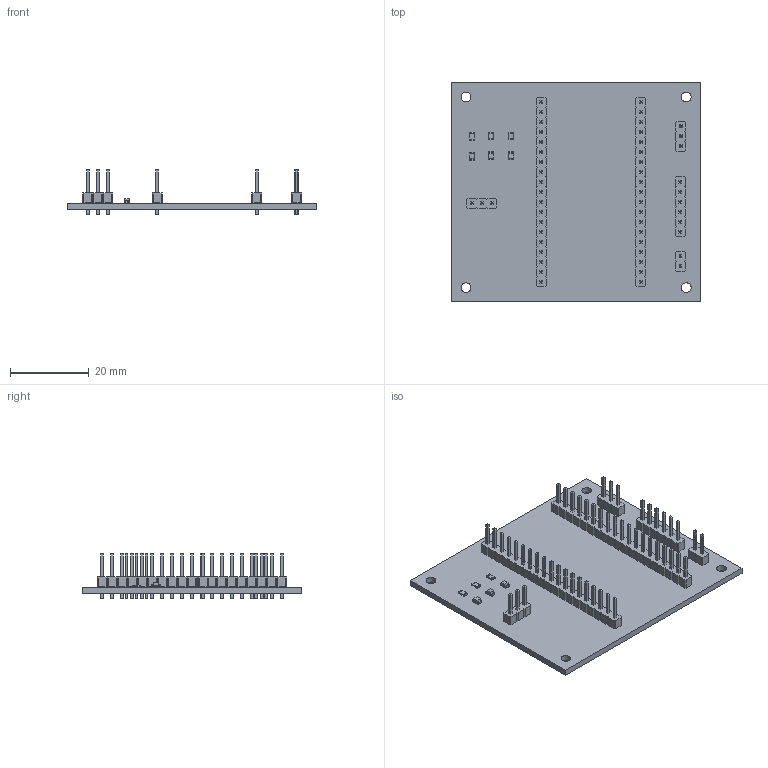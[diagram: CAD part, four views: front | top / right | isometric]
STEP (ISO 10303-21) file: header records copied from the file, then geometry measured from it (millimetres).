
FILE_DESCRIPTION(('KiCad electronic assembly'),'2;1');
FILE_NAME('Kabelsperma.step','2024-12-10T15:13:56',('Pcbnew'),('Kicad'), 'Open CASCADE STEP processor 7.8','KiCad to STEP converter','Unknown' );
FILE_SCHEMA(('AUTOMOTIVE_DESIGN { 1 0 10303 214 1 1 1 1 }'));
Length unit declared in the file: millimetre
Products named in the file (14): Kabelsperma 1; LED_0805_2012Metric; PinHeader_1x03_P2.54mm_Vertical; PinHeader_1x03_P254mm_Vertical; PinHeader_1x06_P2.54mm_Vertical; PinHeader_1x06_P254mm_Vertical; R_0805_2012Metric; PinHeader_1x19_P2.54mm_Vertical; PinHeader_1x19_P254mm_Vertical; PinHeader_1x02_P2.54mm_Vertical; PinHeader_1x02_P254mm_Vertical; Kabelsperma_PCB
Assembly tree (19 placements, depth 3):
  Kabelsperma 1
    LED_0805_2012Metric  x3
      LED_0805_2012Metric
    PinHeader_1x03_P2.54mm_Vertical  x2
      PinHeader_1x03_P254mm_Vertical
    PinHeader_1x06_P2.54mm_Vertical
      PinHeader_1x06_P254mm_Vertical
    R_0805_2012Metric  x3
      R_0805_2012Metric
    PinHeader_1x19_P2.54mm_Vertical  x2
      PinHeader_1x19_P254mm_Vertical
    PinHeader_1x02_P2.54mm_Vertical
      PinHeader_1x02_P254mm_Vertical
    Kabelsperma_PCB
Bounding box: 63.5 x 55.88 x 11.54 mm (x, y, z)
Volume: 6613.9 mm3; surface area: 10340.8 mm2
Topology: 13 solids, 13 shells, 1562 faces, 3835 edges, 2406 vertices
Faces by surface type: plane 1458, cylinder 104
Full cylindrical faces by diameter (mm): 1 x52, 2.5 x4
Entity records: 31206 total; most frequent: CARTESIAN_POINT 4385, ORIENTED_EDGE 4290, DIRECTION 4077, EDGE_CURVE 2145, LINE 2001, VECTOR 2001, VERTEX_POINT 1346, FACE_BOUND 1047
